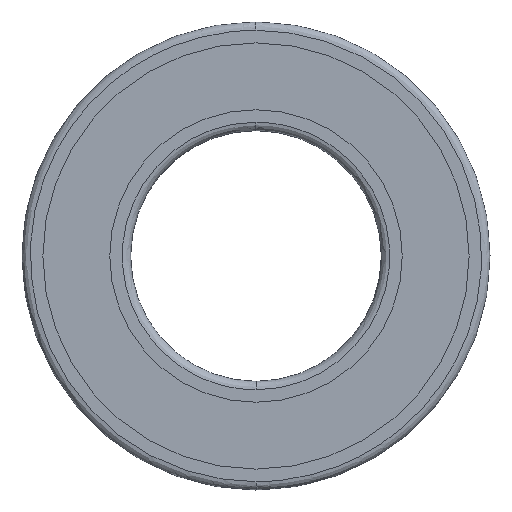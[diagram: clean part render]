
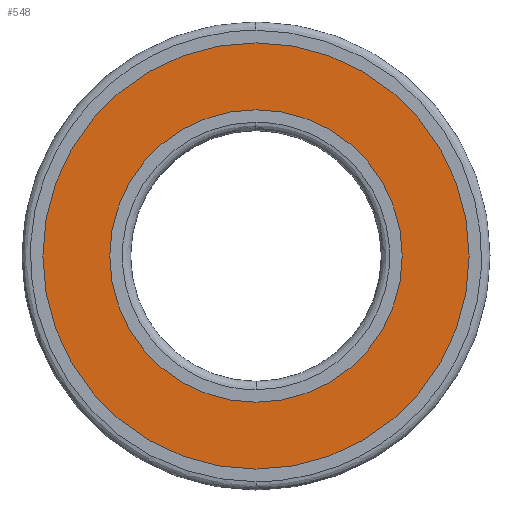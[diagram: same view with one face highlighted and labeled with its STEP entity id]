
A CAD part, left-side view. The second image highlights one B-rep face of the part: STEP entity #548.
In plain terms, the highlighted planar face has unit normal (-1, 0, 0).
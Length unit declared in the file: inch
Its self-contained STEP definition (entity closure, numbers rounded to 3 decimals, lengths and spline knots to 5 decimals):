
#8 = DIRECTION ( 'NONE',  ( -1., 0., 0. ) ) ;
#15 = CARTESIAN_POINT ( 'NONE',  ( 0.01969, 0., 0. ) ) ;
#34 = AXIS2_PLACEMENT_3D ( 'NONE', #15, #8, #454 ) ;
#115 = CARTESIAN_POINT ( 'NONE',  ( 0.01969, 0., -0.50197 ) ) ;
#121 = DIRECTION ( 'NONE',  ( 0., 0., -1. ) ) ;
#129 = DIRECTION ( 'NONE',  ( 0., 0., 1. ) ) ;
#133 = CIRCLE ( 'NONE', #617, 0.34449 ) ;
#140 = ORIENTED_EDGE ( 'NONE', *, *, #578, .F. ) ;
#161 = AXIS2_PLACEMENT_3D ( 'NONE', #717, #249, #129 ) ;
#172 = CIRCLE ( 'NONE', #630, 0.50197 ) ;
#199 = DIRECTION ( 'NONE',  ( -1., 0., 0. ) ) ;
#207 = CARTESIAN_POINT ( 'NONE',  ( 0.01969, 0., 0.50197 ) ) ;
#238 = VERTEX_POINT ( 'NONE', #433 ) ;
#249 = DIRECTION ( 'NONE',  ( -1., 0., 0. ) ) ;
#251 = CIRCLE ( 'NONE', #161, 0.50197 ) ;
#284 = EDGE_LOOP ( 'NONE', ( #300, #508 ) ) ;
#300 = ORIENTED_EDGE ( 'NONE', *, *, #590, .T. ) ;
#307 = EDGE_CURVE ( 'NONE', #592, #318, #172, .T. ) ;
#318 = VERTEX_POINT ( 'NONE', #207 ) ;
#320 = FACE_BOUND ( 'NONE', #700, .T. ) ;
#366 = AXIS2_PLACEMENT_3D ( 'NONE', #775, #595, #121 ) ;
#373 = DIRECTION ( 'NONE',  ( 0., 0., 1. ) ) ;
#393 = FACE_OUTER_BOUND ( 'NONE', #284, .T. ) ;
#433 = CARTESIAN_POINT ( 'NONE',  ( 0.01969, 0., 0.34449 ) ) ;
#454 = DIRECTION ( 'NONE',  ( 0., 0., 1. ) ) ;
#458 = PLANE ( 'NONE',  #366 ) ;
#492 = DIRECTION ( 'NONE',  ( -1., 0., 0. ) ) ;
#508 = ORIENTED_EDGE ( 'NONE', *, *, #307, .T. ) ;
#539 = CARTESIAN_POINT ( 'NONE',  ( 0.01969, 0., -0.34449 ) ) ;
#548 = ADVANCED_FACE ( 'NONE', ( #393, #320 ), #458, .F. ) ;
#578 = EDGE_CURVE ( 'NONE', #238, #715, #649, .T. ) ;
#590 = EDGE_CURVE ( 'NONE', #318, #592, #251, .T. ) ;
#592 = VERTEX_POINT ( 'NONE', #115 ) ;
#595 = DIRECTION ( 'NONE',  ( 1., 0., 0. ) ) ;
#608 = ORIENTED_EDGE ( 'NONE', *, *, #639, .F. ) ;
#617 = AXIS2_PLACEMENT_3D ( 'NONE', #660, #199, #373 ) ;
#630 = AXIS2_PLACEMENT_3D ( 'NONE', #673, #492, #753 ) ;
#639 = EDGE_CURVE ( 'NONE', #715, #238, #133, .T. ) ;
#649 = CIRCLE ( 'NONE', #34, 0.34449 ) ;
#660 = CARTESIAN_POINT ( 'NONE',  ( 0.01969, 0., 0. ) ) ;
#673 = CARTESIAN_POINT ( 'NONE',  ( 0.01969, 0., 0. ) ) ;
#700 = EDGE_LOOP ( 'NONE', ( #140, #608 ) ) ;
#715 = VERTEX_POINT ( 'NONE', #539 ) ;
#717 = CARTESIAN_POINT ( 'NONE',  ( 0.01969, 0., 0. ) ) ;
#753 = DIRECTION ( 'NONE',  ( 0., 0., 1. ) ) ;
#775 = CARTESIAN_POINT ( 'NONE',  ( 0.01969, 0.50197, 0. ) ) ;
